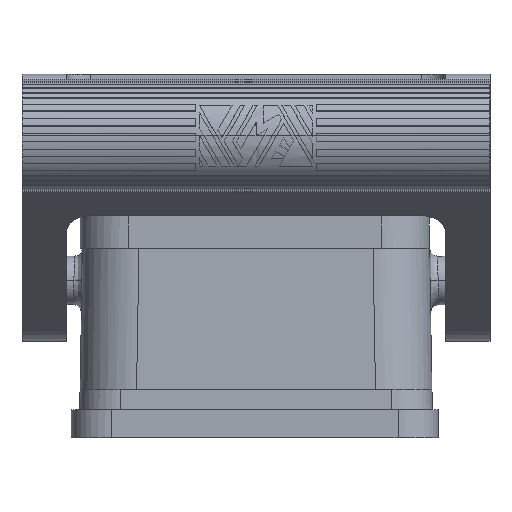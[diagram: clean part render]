
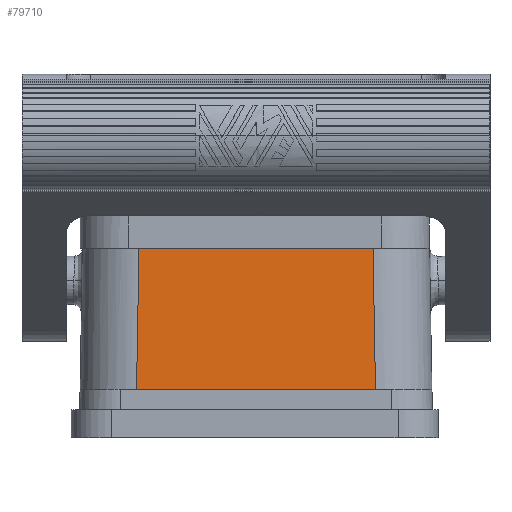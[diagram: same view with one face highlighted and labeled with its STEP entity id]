
A CAD part, left-side view. The second image highlights one B-rep face of the part: STEP entity #79710.
In plain terms, the highlighted face is planar.
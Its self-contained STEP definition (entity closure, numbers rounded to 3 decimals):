
#65450=CARTESIAN_POINT('',(30.14,83.162,4.));
#65460=VERTEX_POINT('',#65450);
#65490=CARTESIAN_POINT('',(30.073,83.229,
0.122));
#65500=DIRECTION('',(-0.017,0.017,
-1.));
#65510=VECTOR('',#65500,1.);
#65520=LINE('',#65490,#65510);
#65530=CARTESIAN_POINT('',(30.446,82.856,21.5));
#65540=VERTEX_POINT('',#65530);
#65550=EDGE_CURVE('',#65540,#65460,#65520,.T.);
#66240=CARTESIAN_POINT('',(59.448,82.856,21.5));
#66250=VERTEX_POINT('',#66240);
#66280=CARTESIAN_POINT('',(59.821,83.229,
0.122));
#66290=DIRECTION('',(-0.017,-0.017,
1.));
#66300=VECTOR('',#66290,1.);
#66310=LINE('',#66280,#66300);
#66320=CARTESIAN_POINT('',(59.753,83.162,4.));
#66330=VERTEX_POINT('',#66320);
#66340=EDGE_CURVE('',#66330,#66250,#66310,.T.);
#70530=CARTESIAN_POINT('',(0.,82.856,21.5));
#70540=DIRECTION('',(-1.,0.,0.));
#70550=VECTOR('',#70540,1.);
#70560=LINE('',#70530,#70550);
#70570=EDGE_CURVE('',#66250,#65540,#70560,.T.);
#79550=CARTESIAN_POINT('',(19.121,82.813,24.));
#79560=DIRECTION('',(-0.,-1.,-0.017));
#79570=DIRECTION('',(-1.,0.,0.));
#79580=AXIS2_PLACEMENT_3D('',#79550,#79560,#79570);
#79590=PLANE('',#79580);
#79600=ORIENTED_EDGE('',*,*,#66340,.F.);
#79610=ORIENTED_EDGE('',*,*,#70570,.F.);
#79620=ORIENTED_EDGE('',*,*,#65550,.F.);
#79630=CARTESIAN_POINT('',(0.,83.162,4.));
#79640=DIRECTION('',(1.,0.,0.));
#79650=VECTOR('',#79640,1.);
#79660=LINE('',#79630,#79650);
#79670=EDGE_CURVE('',#65460,#66330,#79660,.T.);
#79680=ORIENTED_EDGE('',*,*,#79670,.F.);
#79690=EDGE_LOOP('',(#79680,#79620,#79610,#79600));
#79700=FACE_OUTER_BOUND('',#79690,.T.);
#79710=ADVANCED_FACE('',(#79700),#79590,.F.);
